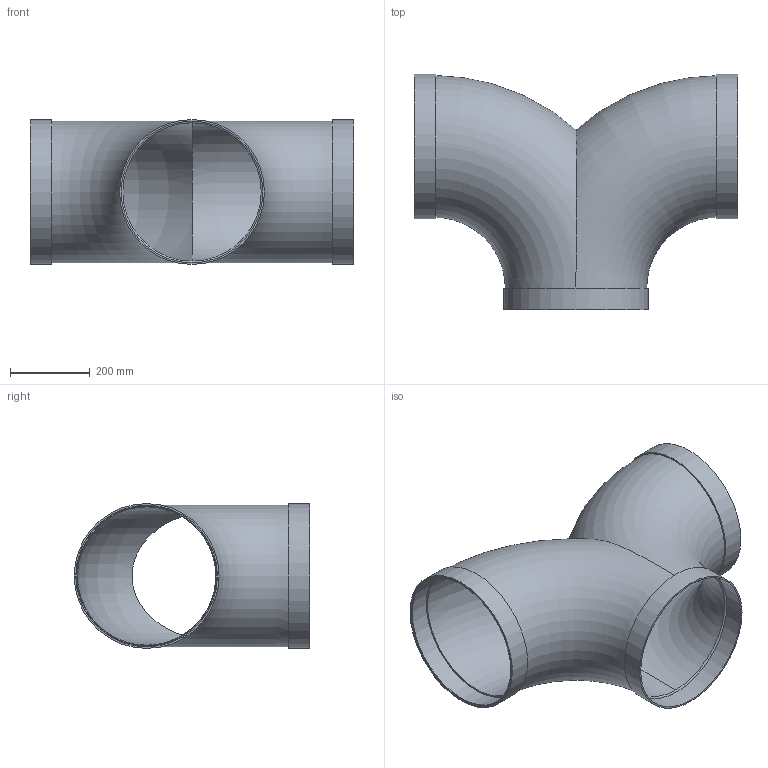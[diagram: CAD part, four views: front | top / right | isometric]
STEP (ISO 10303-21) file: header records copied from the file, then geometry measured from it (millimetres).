
FILE_DESCRIPTION( ( 'STEP AP214' ), '1' );
FILE_NAME( '3000630H.stp', '2021-12-13T08:02:20', ( 'License CC BY-ND 4.0' ), ( 'CADENAS' ), ' ', 'PARTsolutions', ' ' );
FILE_SCHEMA( ( 'AUTOMOTIVE_DESIGN { 1 0 10303 214 1 1 1 1 }' ) );
Length unit declared in the file: millimetre
Products named in the file (2): 3000630H; _3000630H-p
Assembly tree (1 placements, depth 2):
  3000630H
    _3000630H-p
Bounding box: 810 x 590.5 x 363 mm (x, y, z)
Volume: 4210313.5 mm3; surface area: 2141800.3 mm2
Topology: 1 solids, 1 shells, 23 faces, 47 edges, 30 vertices
Faces by surface type: plane 10, cylinder 8, torus 5
Full cylindrical faces by diameter (mm): 351 x2, 355 x3, 363 x3
Entity records: 1727 total; most frequent: CARTESIAN_POINT 1093, DIRECTION 92, ORIENTED_EDGE 56, AXIS2_PLACEMENT_3D 46, EDGE_LOOP 46, FACE_OUTER_BOUND 36, EDGE_CURVE 28, VERTEX_POINT 24
